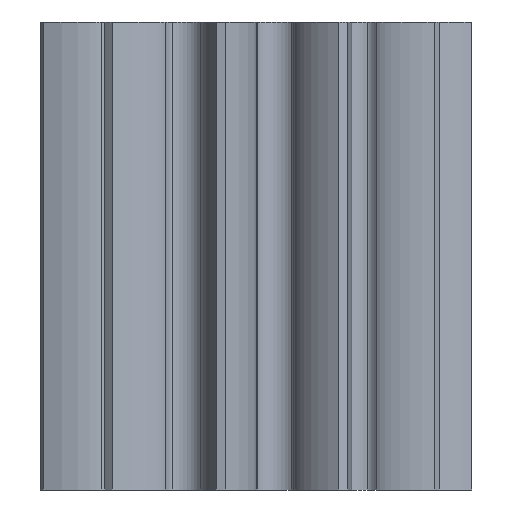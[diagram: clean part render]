
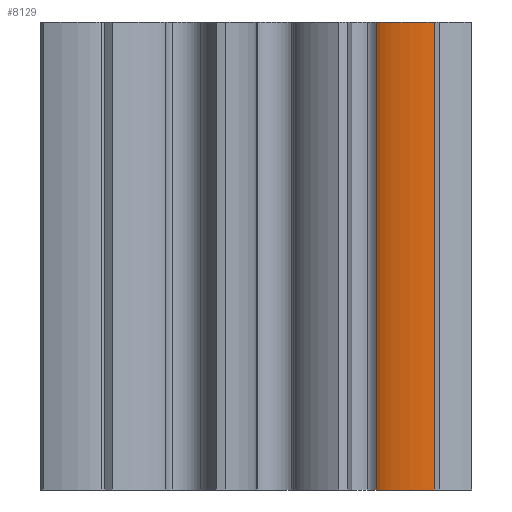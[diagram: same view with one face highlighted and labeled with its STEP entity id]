
A CAD part, front view. The second image highlights one B-rep face of the part: STEP entity #8129.
In plain terms, the highlighted free-form (B-spline) face has degree [3, 1] with [16, 2] control points.
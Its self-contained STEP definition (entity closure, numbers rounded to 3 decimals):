
#113 = CARTESIAN_POINT ( 'NONE',  ( 6.001, -4.949, -9.5 ) ) ;
#287 = CARTESIAN_POINT ( 'NONE',  ( 6.743, -5.019, -9.5 ) ) ;
#396 = CARTESIAN_POINT ( 'NONE',  ( 5.625, -4.858, -9.5 ) ) ;
#414 = CARTESIAN_POINT ( 'NONE',  ( 7.385, -4.982, -9.5 ) ) ;
#441 = CARTESIAN_POINT ( 'NONE',  ( 7.385, -4.982, -9.5 ) ) ;
#580 = CARTESIAN_POINT ( 'NONE',  ( 6.743, -5.019, 9.5 ) ) ;
#584 = VERTEX_POINT ( 'NONE', #1362 ) ;
#598 = CARTESIAN_POINT ( 'NONE',  ( 5.032, -4.577, -9.5 ) ) ;
#973 = CARTESIAN_POINT ( 'NONE',  ( 5.158, -4.662, -9.5 ) ) ;
#1073 = CARTESIAN_POINT ( 'NONE',  ( 5.345, -4.756, -9.5 ) ) ;
#1084 = CARTESIAN_POINT ( 'NONE',  ( 5.473, -4.807, -9.5 ) ) ;
#1128 = CARTESIAN_POINT ( 'NONE',  ( 6.225, -4.984, 9.5 ) ) ;
#1133 = CARTESIAN_POINT ( 'NONE',  ( 5.032, -4.577, 9.5 ) ) ;
#1182 = CARTESIAN_POINT ( 'NONE',  ( 7.05, -5.012, 9.5 ) ) ;
#1220 = CARTESIAN_POINT ( 'NONE',  ( 6.743, -5.019, 9.5 ) ) ;
#1223 = CARTESIAN_POINT ( 'NONE',  ( 6.225, -4.984, 9.5 ) ) ;
#1362 = CARTESIAN_POINT ( 'NONE',  ( 7.385, -4.982, 9.5 ) ) ;
#1545 = CARTESIAN_POINT ( 'NONE',  ( 6.001, -4.949, 9.5 ) ) ;
#1696 = EDGE_CURVE ( 'NONE', #584, #9443, #6315, .T. ) ;
#1764 = CARTESIAN_POINT ( 'NONE',  ( 7.05, -5.012, -9.5 ) ) ;
#1822 = CARTESIAN_POINT ( 'NONE',  ( 5.345, -4.756, 9.5 ) ) ;
#1847 = DIRECTION ( 'NONE',  ( 0., 0., -1. ) ) ;
#1864 = B_SPLINE_SURFACE_WITH_KNOTS ( 'NONE', 3, 1, ( 
 ( #1133, #9015 ),
 ( #5581, #5537 ),
 ( #4535, #8517 ),
 ( #4587, #4807 ),
 ( #7831, #3851 ),
 ( #1822, #4134 ),
 ( #7779, #1084 ),
 ( #7097, #396 ),
 ( #6813, #6351 ),
 ( #1545, #113 ),
 ( #1223, #4905 ),
 ( #5714, #7879 ),
 ( #580, #9381 ),
 ( #1182, #5624 ),
 ( #5762, #7184 ),
 ( #4219, #441 ) ),
 .UNSPECIFIED., .F., .F., .F.,
 ( 4, 1, 1, 1, 1, 1, 1, 1, 1, 1, 1, 1, 1, 4 ),
 ( 2, 2 ),
 ( 0., 0.03, 0.059, 0.098, 0.145, 0.202, 0.268, 0.343, 0.426, 0.519, 0.622, 0.733, 0.853, 1. ),
 ( 0., 1. ),
 .UNSPECIFIED. ) ;
#1959 = CARTESIAN_POINT ( 'NONE',  ( 5.801, -4.906, 9.5 ) ) ;
#2503 = CARTESIAN_POINT ( 'NONE',  ( 6.225, -4.984, -9.5 ) ) ;
#2763 = CARTESIAN_POINT ( 'NONE',  ( 5.032, -4.577, 9.5 ) ) ;
#2884 = ORIENTED_EDGE ( 'NONE', *, *, #1696, .F. ) ;
#2922 = VERTEX_POINT ( 'NONE', #598 ) ;
#3210 = CARTESIAN_POINT ( 'NONE',  ( 7.385, -4.982, 9.5 ) ) ;
#3240 = CARTESIAN_POINT ( 'NONE',  ( 5.801, -4.906, -9.5 ) ) ;
#3325 = LINE ( 'NONE', #2763, #9500 ) ;
#3398 = EDGE_LOOP ( 'NONE', ( #8932, #2884, #7397, #7419 ) ) ;
#3617 = EDGE_CURVE ( 'NONE', #2922, #9443, #4698, .T. ) ;
#3851 = CARTESIAN_POINT ( 'NONE',  ( 5.24, -4.707, -9.5 ) ) ;
#3975 = EDGE_CURVE ( 'NONE', #4916, #2922, #3325, .T. ) ;
#4130 = CARTESIAN_POINT ( 'NONE',  ( 7.385, -4.982, 9.5 ) ) ;
#4134 = CARTESIAN_POINT ( 'NONE',  ( 5.345, -4.756, -9.5 ) ) ;
#4213 = CARTESIAN_POINT ( 'NONE',  ( 7.05, -5.012, 9.5 ) ) ;
#4219 = CARTESIAN_POINT ( 'NONE',  ( 7.385, -4.982, 9.5 ) ) ;
#4535 = CARTESIAN_POINT ( 'NONE',  ( 5.09, -4.621, 9.5 ) ) ;
#4587 = CARTESIAN_POINT ( 'NONE',  ( 5.158, -4.662, 9.5 ) ) ;
#4698 = B_SPLINE_CURVE_WITH_KNOTS ( 'NONE', 3,
 ( #5660, #7672, #7769, #973, #6988, #1073, #6939, #9284, #3240, #9185, #2503, #8457, #287, #1764, #6250, #4752 ),
 .UNSPECIFIED., .F., .F.,
 ( 4, 1, 1, 1, 1, 1, 1, 1, 1, 1, 1, 1, 1, 4 ),
 ( 0., 0.03, 0.059, 0.098, 0.145, 0.202, 0.268, 0.343, 0.426, 0.519, 0.622, 0.733, 0.853, 1. ),
 .UNSPECIFIED. ) ;
#4752 = CARTESIAN_POINT ( 'NONE',  ( 7.385, -4.982, -9.5 ) ) ;
#4807 = CARTESIAN_POINT ( 'NONE',  ( 5.158, -4.662, -9.5 ) ) ;
#4813 = VECTOR ( 'NONE', #5401, 1000. ) ;
#4901 = CARTESIAN_POINT ( 'NONE',  ( 7.267, -4.998, 9.5 ) ) ;
#4905 = CARTESIAN_POINT ( 'NONE',  ( 6.225, -4.984, -9.5 ) ) ;
#4916 = VERTEX_POINT ( 'NONE', #5514 ) ;
#4944 = CARTESIAN_POINT ( 'NONE',  ( 6.472, -5.008, 9.5 ) ) ;
#5401 = DIRECTION ( 'NONE',  ( 0., 0., -1. ) ) ;
#5514 = CARTESIAN_POINT ( 'NONE',  ( 5.032, -4.577, 9.5 ) ) ;
#5531 = CARTESIAN_POINT ( 'NONE',  ( 5.032, -4.577, 9.5 ) ) ;
#5534 = EDGE_CURVE ( 'NONE', #4916, #584, #8464, .T. ) ;
#5537 = CARTESIAN_POINT ( 'NONE',  ( 5.051, -4.593, -9.5 ) ) ;
#5581 = CARTESIAN_POINT ( 'NONE',  ( 5.051, -4.593, 9.5 ) ) ;
#5624 = CARTESIAN_POINT ( 'NONE',  ( 7.05, -5.012, -9.5 ) ) ;
#5660 = CARTESIAN_POINT ( 'NONE',  ( 5.032, -4.577, -9.5 ) ) ;
#5666 = CARTESIAN_POINT ( 'NONE',  ( 5.625, -4.858, 9.5 ) ) ;
#5714 = CARTESIAN_POINT ( 'NONE',  ( 6.472, -5.008, 9.5 ) ) ;
#5762 = CARTESIAN_POINT ( 'NONE',  ( 7.267, -4.998, 9.5 ) ) ;
#6026 = FACE_OUTER_BOUND ( 'NONE', #3398, .T. ) ;
#6250 = CARTESIAN_POINT ( 'NONE',  ( 7.267, -4.998, -9.5 ) ) ;
#6315 = LINE ( 'NONE', #3210, #4813 ) ;
#6351 = CARTESIAN_POINT ( 'NONE',  ( 5.801, -4.906, -9.5 ) ) ;
#6442 = CARTESIAN_POINT ( 'NONE',  ( 5.051, -4.593, 9.5 ) ) ;
#6813 = CARTESIAN_POINT ( 'NONE',  ( 5.801, -4.906, 9.5 ) ) ;
#6939 = CARTESIAN_POINT ( 'NONE',  ( 5.473, -4.807, -9.5 ) ) ;
#6988 = CARTESIAN_POINT ( 'NONE',  ( 5.24, -4.707, -9.5 ) ) ;
#7042 = CARTESIAN_POINT ( 'NONE',  ( 5.158, -4.662, 9.5 ) ) ;
#7097 = CARTESIAN_POINT ( 'NONE',  ( 5.625, -4.858, 9.5 ) ) ;
#7184 = CARTESIAN_POINT ( 'NONE',  ( 7.267, -4.998, -9.5 ) ) ;
#7397 = ORIENTED_EDGE ( 'NONE', *, *, #5534, .F. ) ;
#7419 = ORIENTED_EDGE ( 'NONE', *, *, #3975, .T. ) ;
#7672 = CARTESIAN_POINT ( 'NONE',  ( 5.051, -4.593, -9.5 ) ) ;
#7769 = CARTESIAN_POINT ( 'NONE',  ( 5.09, -4.621, -9.5 ) ) ;
#7774 = CARTESIAN_POINT ( 'NONE',  ( 5.473, -4.807, 9.5 ) ) ;
#7779 = CARTESIAN_POINT ( 'NONE',  ( 5.473, -4.807, 9.5 ) ) ;
#7827 = CARTESIAN_POINT ( 'NONE',  ( 6.001, -4.949, 9.5 ) ) ;
#7831 = CARTESIAN_POINT ( 'NONE',  ( 5.24, -4.707, 9.5 ) ) ;
#7879 = CARTESIAN_POINT ( 'NONE',  ( 6.472, -5.008, -9.5 ) ) ;
#7914 = CARTESIAN_POINT ( 'NONE',  ( 5.09, -4.621, 9.5 ) ) ;
#8129 = ADVANCED_FACE ( 'NONE', ( #6026 ), #1864, .F. ) ;
#8457 = CARTESIAN_POINT ( 'NONE',  ( 6.472, -5.008, -9.5 ) ) ;
#8464 = B_SPLINE_CURVE_WITH_KNOTS ( 'NONE', 3,
 ( #5531, #6442, #7914, #7042, #9334, #8513, #7774, #5666, #1959, #7827, #1128, #4944, #1220, #4213, #4901, #4130 ),
 .UNSPECIFIED., .F., .F.,
 ( 4, 1, 1, 1, 1, 1, 1, 1, 1, 1, 1, 1, 1, 4 ),
 ( 0., 0.03, 0.059, 0.098, 0.145, 0.202, 0.268, 0.343, 0.426, 0.519, 0.622, 0.733, 0.853, 1. ),
 .UNSPECIFIED. ) ;
#8513 = CARTESIAN_POINT ( 'NONE',  ( 5.345, -4.756, 9.5 ) ) ;
#8517 = CARTESIAN_POINT ( 'NONE',  ( 5.09, -4.621, -9.5 ) ) ;
#8932 = ORIENTED_EDGE ( 'NONE', *, *, #3617, .T. ) ;
#9015 = CARTESIAN_POINT ( 'NONE',  ( 5.032, -4.577, -9.5 ) ) ;
#9185 = CARTESIAN_POINT ( 'NONE',  ( 6.001, -4.949, -9.5 ) ) ;
#9284 = CARTESIAN_POINT ( 'NONE',  ( 5.625, -4.858, -9.5 ) ) ;
#9334 = CARTESIAN_POINT ( 'NONE',  ( 5.24, -4.707, 9.5 ) ) ;
#9381 = CARTESIAN_POINT ( 'NONE',  ( 6.743, -5.019, -9.5 ) ) ;
#9443 = VERTEX_POINT ( 'NONE', #414 ) ;
#9500 = VECTOR ( 'NONE', #1847, 1000. ) ;
